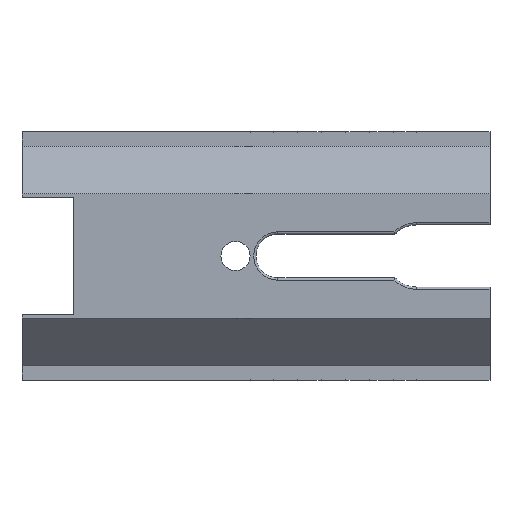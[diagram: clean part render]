
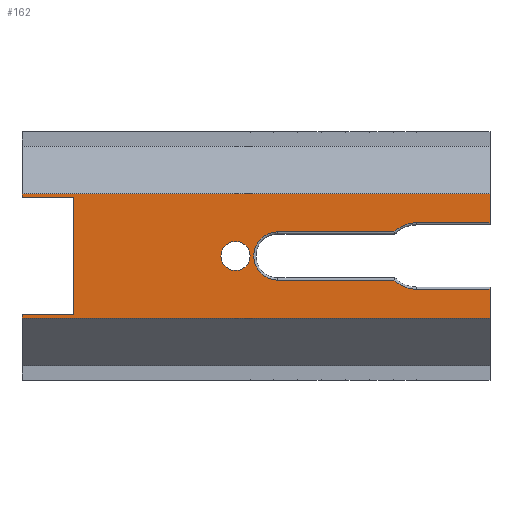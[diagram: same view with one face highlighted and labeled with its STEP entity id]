
A CAD part, left-side view. The second image highlights one B-rep face of the part: STEP entity #162.
In plain terms, the highlighted planar face has unit normal (-1, 0, 0).
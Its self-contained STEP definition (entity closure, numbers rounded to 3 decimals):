
#5 = CARTESIAN_POINT ( 'NONE',  ( 0., -32., 15. ) ) ;
#23 = EDGE_CURVE ( 'NONE', #2217, #82, #547, .T. ) ;
#32 = CARTESIAN_POINT ( 'NONE',  ( 0., -32., 4.55 ) ) ;
#82 = VERTEX_POINT ( 'NONE', #32 ) ;
#87 = VERTEX_POINT ( 'NONE', #1718 ) ;
#95 = DIRECTION ( 'NONE',  ( 0., 1., 0. ) ) ;
#96 = VERTEX_POINT ( 'NONE', #394 ) ;
#117 = LINE ( 'NONE', #2841, #2507 ) ;
#126 = CIRCLE ( 'NONE', #409, 3.3 ) ;
#137 = CARTESIAN_POINT ( 'NONE',  ( 0., -32., 15. ) ) ;
#153 = EDGE_CURVE ( 'NONE', #96, #1337, #1620, .T. ) ;
#162 = ADVANCED_FACE ( 'NONE', ( #3550, #1596 ), #3272, .T. ) ;
#195 = EDGE_CURVE ( 'NONE', #2620, #2573, #2437, .T. ) ;
#203 = CARTESIAN_POINT ( 'NONE',  ( 0., 2.8, 1.99 ) ) ;
#394 = CARTESIAN_POINT ( 'NONE',  ( 0., -32., -4.55 ) ) ;
#409 = AXIS2_PLACEMENT_3D ( 'NONE', #493, #3044, #1597 ) ;
#433 = ORIENTED_EDGE ( 'NONE', *, *, #840, .T. ) ;
#434 = CARTESIAN_POINT ( 'NONE',  ( 0., 32., 8.5 ) ) ;
#461 = DIRECTION ( 'NONE',  ( 0., 0., 1. ) ) ;
#493 = CARTESIAN_POINT ( 'NONE',  ( 0., -3., 0. ) ) ;
#532 = CARTESIAN_POINT ( 'NONE',  ( 0., 25., 8. ) ) ;
#542 = ORIENTED_EDGE ( 'NONE', *, *, #2876, .T. ) ;
#547 = LINE ( 'NONE', #5, #3249 ) ;
#558 = ORIENTED_EDGE ( 'NONE', *, *, #195, .T. ) ;
#572 = VECTOR ( 'NONE', #735, 1000. ) ;
#580 = VECTOR ( 'NONE', #2618, 1000. ) ;
#590 = CARTESIAN_POINT ( 'NONE',  ( 0., 32., 8.5 ) ) ;
#622 = VERTEX_POINT ( 'NONE', #1192 ) ;
#624 = VERTEX_POINT ( 'NONE', #3077 ) ;
#631 = ORIENTED_EDGE ( 'NONE', *, *, #2995, .T. ) ;
#655 = EDGE_CURVE ( 'NONE', #87, #1013, #117, .T. ) ;
#681 = LINE ( 'NONE', #137, #1963 ) ;
#735 = DIRECTION ( 'NONE',  ( 0., 0., 1. ) ) ;
#736 = CARTESIAN_POINT ( 'NONE',  ( 0., 2.8, 0. ) ) ;
#748 = CIRCLE ( 'NONE', #2766, 4.55 ) ;
#754 = CARTESIAN_POINT ( 'NONE',  ( 0., -22., -4.55 ) ) ;
#840 = EDGE_CURVE ( 'NONE', #2850, #82, #2957, .T. ) ;
#847 = DIRECTION ( 'NONE',  ( 0., 0., 1. ) ) ;
#966 = DIRECTION ( 'NONE',  ( 0., -1., 0. ) ) ;
#968 = CIRCLE ( 'NONE', #1664, 4.55 ) ;
#991 = LINE ( 'NONE', #2916, #1636 ) ;
#1013 = VERTEX_POINT ( 'NONE', #2367 ) ;
#1019 = CARTESIAN_POINT ( 'NONE',  ( 0., 2.8, -1.99 ) ) ;
#1063 = EDGE_CURVE ( 'NONE', #96, #624, #681, .T. ) ;
#1093 = EDGE_CURVE ( 'NONE', #622, #2749, #2416, .T. ) ;
#1110 = AXIS2_PLACEMENT_3D ( 'NONE', #2693, #2159, #2419 ) ;
#1116 = VERTEX_POINT ( 'NONE', #532 ) ;
#1135 = EDGE_CURVE ( 'NONE', #2573, #2850, #748, .T. ) ;
#1192 = CARTESIAN_POINT ( 'NONE',  ( 0., 32., -8.5 ) ) ;
#1211 = DIRECTION ( 'NONE',  ( 0., 1., 0. ) ) ;
#1229 = DIRECTION ( 'NONE',  ( 0., 0., -1. ) ) ;
#1231 = VECTOR ( 'NONE', #2105, 1000. ) ;
#1279 = EDGE_CURVE ( 'NONE', #1570, #1116, #3545, .T. ) ;
#1306 = CARTESIAN_POINT ( 'NONE',  ( 0., -22., -4.55 ) ) ;
#1337 = VERTEX_POINT ( 'NONE', #754 ) ;
#1357 = DIRECTION ( 'NONE',  ( 1., 0., 0. ) ) ;
#1378 = CIRCLE ( 'NONE', #2771, 1.99 ) ;
#1418 = CARTESIAN_POINT ( 'NONE',  ( 0., -32., 8.5 ) ) ;
#1466 = ORIENTED_EDGE ( 'NONE', *, *, #1279, .F. ) ;
#1475 = EDGE_LOOP ( 'NONE', ( #3572, #1855 ) ) ;
#1487 = CARTESIAN_POINT ( 'NONE',  ( 0., -22., 4.55 ) ) ;
#1570 = VERTEX_POINT ( 'NONE', #3356 ) ;
#1581 = CARTESIAN_POINT ( 'NONE',  ( 0., 25., 8. ) ) ;
#1596 = FACE_OUTER_BOUND ( 'NONE', #3540, .T. ) ;
#1597 = DIRECTION ( 'NONE',  ( 0., 0., 1. ) ) ;
#1615 = DIRECTION ( 'NONE',  ( 0., 0., -1. ) ) ;
#1617 = CIRCLE ( 'NONE', #1911, 1.99 ) ;
#1620 = LINE ( 'NONE', #1306, #2783 ) ;
#1636 = VECTOR ( 'NONE', #461, 1000. ) ;
#1664 = AXIS2_PLACEMENT_3D ( 'NONE', #2066, #2914, #2106 ) ;
#1674 = CARTESIAN_POINT ( 'NONE',  ( 0., -3., 3.3 ) ) ;
#1717 = DIRECTION ( 'NONE',  ( 1., 0., 0. ) ) ;
#1718 = CARTESIAN_POINT ( 'NONE',  ( 0., -18.868, -3.3 ) ) ;
#1790 = CARTESIAN_POINT ( 'NONE',  ( 0., -32., 4.55 ) ) ;
#1792 = VERTEX_POINT ( 'NONE', #1019 ) ;
#1794 = CARTESIAN_POINT ( 'NONE',  ( 0., -18.868, 3.3 ) ) ;
#1855 = ORIENTED_EDGE ( 'NONE', *, *, #3246, .T. ) ;
#1896 = DIRECTION ( 'NONE',  ( 0., -1., 0. ) ) ;
#1911 = AXIS2_PLACEMENT_3D ( 'NONE', #736, #1357, #1615 ) ;
#1940 = EDGE_CURVE ( 'NONE', #2767, #2436, #991, .T. ) ;
#1963 = VECTOR ( 'NONE', #1229, 1000. ) ;
#1966 = ORIENTED_EDGE ( 'NONE', *, *, #1135, .T. ) ;
#2009 = EDGE_CURVE ( 'NONE', #1116, #2767, #3517, .T. ) ;
#2036 = ORIENTED_EDGE ( 'NONE', *, *, #1093, .F. ) ;
#2066 = CARTESIAN_POINT ( 'NONE',  ( 0., -22., 0. ) ) ;
#2069 = ORIENTED_EDGE ( 'NONE', *, *, #153, .T. ) ;
#2099 = VECTOR ( 'NONE', #966, 1000. ) ;
#2105 = DIRECTION ( 'NONE',  ( 0., -1., 0. ) ) ;
#2106 = DIRECTION ( 'NONE',  ( 0., 0., 1. ) ) ;
#2159 = DIRECTION ( 'NONE',  ( -1., 0., 0. ) ) ;
#2179 = CARTESIAN_POINT ( 'NONE',  ( 0., -32., -8.5 ) ) ;
#2217 = VERTEX_POINT ( 'NONE', #1418 ) ;
#2256 = DIRECTION ( 'NONE',  ( 0., 0., -1. ) ) ;
#2285 = VERTEX_POINT ( 'NONE', #203 ) ;
#2367 = CARTESIAN_POINT ( 'NONE',  ( 0., -3., -3.3 ) ) ;
#2386 = DIRECTION ( 'NONE',  ( 0., 1., 0. ) ) ;
#2412 = ORIENTED_EDGE ( 'NONE', *, *, #23, .F. ) ;
#2416 = LINE ( 'NONE', #2989, #3177 ) ;
#2419 = DIRECTION ( 'NONE',  ( 0., 0., 1. ) ) ;
#2436 = VERTEX_POINT ( 'NONE', #590 ) ;
#2437 = LINE ( 'NONE', #2932, #1231 ) ;
#2446 = EDGE_CURVE ( 'NONE', #1570, #2749, #2788, .T. ) ;
#2470 = EDGE_CURVE ( 'NONE', #1792, #2285, #1378, .T. ) ;
#2490 = DIRECTION ( 'NONE',  ( 0., 0., -1. ) ) ;
#2507 = VECTOR ( 'NONE', #1211, 1000. ) ;
#2520 = CARTESIAN_POINT ( 'NONE',  ( 0., 25., -8. ) ) ;
#2527 = CARTESIAN_POINT ( 'NONE',  ( 0., 32., -8. ) ) ;
#2573 = VERTEX_POINT ( 'NONE', #1794 ) ;
#2579 = EDGE_CURVE ( 'NONE', #2217, #2436, #2908, .T. ) ;
#2600 = ORIENTED_EDGE ( 'NONE', *, *, #2446, .T. ) ;
#2618 = DIRECTION ( 'NONE',  ( 0., 1., 0. ) ) ;
#2620 = VERTEX_POINT ( 'NONE', #1674 ) ;
#2641 = VECTOR ( 'NONE', #1896, 1000. ) ;
#2693 = CARTESIAN_POINT ( 'NONE',  ( 0., 0., 0. ) ) ;
#2749 = VERTEX_POINT ( 'NONE', #2527 ) ;
#2766 = AXIS2_PLACEMENT_3D ( 'NONE', #3534, #3568, #847 ) ;
#2767 = VERTEX_POINT ( 'NONE', #3076 ) ;
#2771 = AXIS2_PLACEMENT_3D ( 'NONE', #2833, #1717, #2256 ) ;
#2783 = VECTOR ( 'NONE', #2386, 1000. ) ;
#2787 = VECTOR ( 'NONE', #3245, 1000. ) ;
#2788 = LINE ( 'NONE', #2520, #3186 ) ;
#2833 = CARTESIAN_POINT ( 'NONE',  ( 0., 2.8, 0. ) ) ;
#2841 = CARTESIAN_POINT ( 'NONE',  ( 0., 0., -3.3 ) ) ;
#2850 = VERTEX_POINT ( 'NONE', #1487 ) ;
#2864 = EDGE_CURVE ( 'NONE', #1337, #87, #968, .T. ) ;
#2876 = EDGE_CURVE ( 'NONE', #1013, #2620, #126, .T. ) ;
#2908 = LINE ( 'NONE', #434, #580 ) ;
#2914 = DIRECTION ( 'NONE',  ( 1., 0., 0. ) ) ;
#2916 = CARTESIAN_POINT ( 'NONE',  ( 0., 32., 15. ) ) ;
#2932 = CARTESIAN_POINT ( 'NONE',  ( 0., 0., 3.3 ) ) ;
#2957 = LINE ( 'NONE', #1790, #2099 ) ;
#2960 = ORIENTED_EDGE ( 'NONE', *, *, #2579, .T. ) ;
#2981 = ORIENTED_EDGE ( 'NONE', *, *, #1940, .F. ) ;
#2989 = CARTESIAN_POINT ( 'NONE',  ( 0., 32., 15. ) ) ;
#2995 = EDGE_CURVE ( 'NONE', #622, #624, #3260, .T. ) ;
#3015 = ORIENTED_EDGE ( 'NONE', *, *, #2864, .T. ) ;
#3033 = ORIENTED_EDGE ( 'NONE', *, *, #1063, .F. ) ;
#3044 = DIRECTION ( 'NONE',  ( 1., 0., 0. ) ) ;
#3076 = CARTESIAN_POINT ( 'NONE',  ( 0., 32., 8. ) ) ;
#3077 = CARTESIAN_POINT ( 'NONE',  ( 0., -32., -8.5 ) ) ;
#3177 = VECTOR ( 'NONE', #3548, 1000. ) ;
#3186 = VECTOR ( 'NONE', #95, 1000. ) ;
#3197 = ORIENTED_EDGE ( 'NONE', *, *, #2009, .F. ) ;
#3245 = DIRECTION ( 'NONE',  ( 0., 1., 0. ) ) ;
#3246 = EDGE_CURVE ( 'NONE', #2285, #1792, #1617, .T. ) ;
#3249 = VECTOR ( 'NONE', #2490, 1000. ) ;
#3251 = CARTESIAN_POINT ( 'NONE',  ( 0., 25., 8. ) ) ;
#3260 = LINE ( 'NONE', #2179, #2641 ) ;
#3272 = PLANE ( 'NONE',  #1110 ) ;
#3356 = CARTESIAN_POINT ( 'NONE',  ( 0., 25., -8. ) ) ;
#3464 = ORIENTED_EDGE ( 'NONE', *, *, #655, .T. ) ;
#3517 = LINE ( 'NONE', #1581, #2787 ) ;
#3534 = CARTESIAN_POINT ( 'NONE',  ( 0., -22., 0. ) ) ;
#3540 = EDGE_LOOP ( 'NONE', ( #3033, #2069, #3015, #3464, #542, #558, #1966, #433, #2412, #2960, #2981, #3197, #1466, #2600, #2036, #631 ) ) ;
#3545 = LINE ( 'NONE', #3251, #572 ) ;
#3548 = DIRECTION ( 'NONE',  ( 0., 0., 1. ) ) ;
#3550 = FACE_BOUND ( 'NONE', #1475, .T. ) ;
#3568 = DIRECTION ( 'NONE',  ( 1., 0., 0. ) ) ;
#3572 = ORIENTED_EDGE ( 'NONE', *, *, #2470, .T. ) ;
